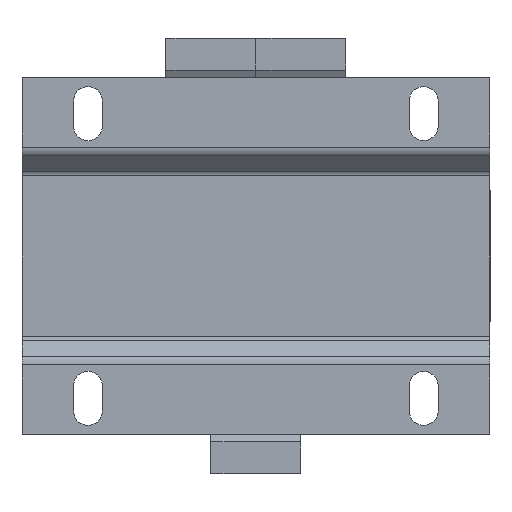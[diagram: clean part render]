
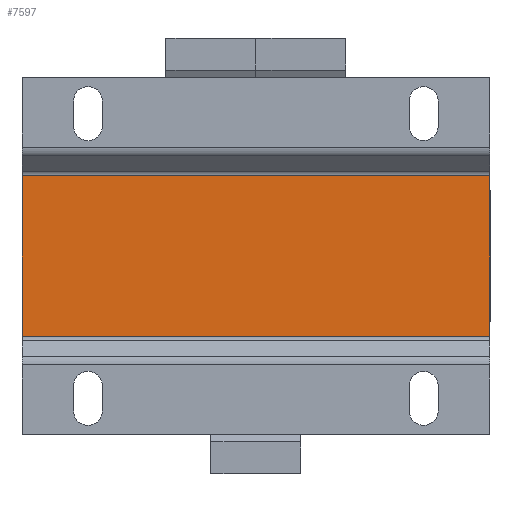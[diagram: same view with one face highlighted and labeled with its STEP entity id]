
A CAD part, front view. The second image highlights one B-rep face of the part: STEP entity #7597.
In plain terms, the highlighted planar face has unit normal (0, -1, 0).
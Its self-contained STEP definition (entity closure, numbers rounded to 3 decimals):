
#114 = CARTESIAN_POINT ( 'NONE',  ( 39., -33.5, -13.422 ) ) ;
#341 = PLANE ( 'NONE',  #3818 ) ;
#538 = CARTESIAN_POINT ( 'NONE',  ( -39., -33.5, 29.75 ) ) ;
#618 = CARTESIAN_POINT ( 'NONE',  ( 39., -33.5, 29.75 ) ) ;
#985 = EDGE_CURVE ( 'NONE', #1921, #3550, #6289, .T. ) ;
#1030 = CARTESIAN_POINT ( 'NONE',  ( 0., -33.5, 0. ) ) ;
#1293 = VERTEX_POINT ( 'NONE', #114 ) ;
#1447 = LINE ( 'NONE', #8039, #5717 ) ;
#1497 = CARTESIAN_POINT ( 'NONE',  ( -39., -33.5, -13.422 ) ) ;
#1735 = EDGE_LOOP ( 'NONE', ( #2258, #6060, #3611, #5233 ) ) ;
#1921 = VERTEX_POINT ( 'NONE', #1497 ) ;
#2258 = ORIENTED_EDGE ( 'NONE', *, *, #6786, .F. ) ;
#2491 = DIRECTION ( 'NONE',  ( 0., 0., -1. ) ) ;
#2764 = VERTEX_POINT ( 'NONE', #5859 ) ;
#2769 = VECTOR ( 'NONE', #2491, 1000. ) ;
#3070 = LINE ( 'NONE', #618, #2769 ) ;
#3088 = DIRECTION ( 'NONE',  ( 0., 0., 1. ) ) ;
#3188 = DIRECTION ( 'NONE',  ( 1., 0., 0. ) ) ;
#3550 = VERTEX_POINT ( 'NONE', #4247 ) ;
#3611 = ORIENTED_EDGE ( 'NONE', *, *, #6868, .T. ) ;
#3643 = DIRECTION ( 'NONE',  ( -1., 0., 0. ) ) ;
#3818 = AXIS2_PLACEMENT_3D ( 'NONE', #1030, #7511, #3188 ) ;
#4200 = CARTESIAN_POINT ( 'NONE',  ( 0., -33.5, -13.422 ) ) ;
#4247 = CARTESIAN_POINT ( 'NONE',  ( -39., -33.5, 13.422 ) ) ;
#4262 = VECTOR ( 'NONE', #4855, 1000. ) ;
#4855 = DIRECTION ( 'NONE',  ( -1., 0., 0. ) ) ;
#5150 = LINE ( 'NONE', #4200, #4262 ) ;
#5233 = ORIENTED_EDGE ( 'NONE', *, *, #985, .F. ) ;
#5717 = VECTOR ( 'NONE', #3643, 1000. ) ;
#5803 = FACE_OUTER_BOUND ( 'NONE', #1735, .T. ) ;
#5859 = CARTESIAN_POINT ( 'NONE',  ( 39., -33.5, 13.422 ) ) ;
#6060 = ORIENTED_EDGE ( 'NONE', *, *, #6475, .F. ) ;
#6289 = LINE ( 'NONE', #538, #8161 ) ;
#6475 = EDGE_CURVE ( 'NONE', #2764, #1293, #3070, .T. ) ;
#6786 = EDGE_CURVE ( 'NONE', #1293, #1921, #5150, .T. ) ;
#6868 = EDGE_CURVE ( 'NONE', #2764, #3550, #1447, .T. ) ;
#7511 = DIRECTION ( 'NONE',  ( 0., 1., 0. ) ) ;
#7597 = ADVANCED_FACE ( 'NONE', ( #5803 ), #341, .F. ) ;
#8039 = CARTESIAN_POINT ( 'NONE',  ( 0., -33.5, 13.422 ) ) ;
#8161 = VECTOR ( 'NONE', #3088, 1000. ) ;
